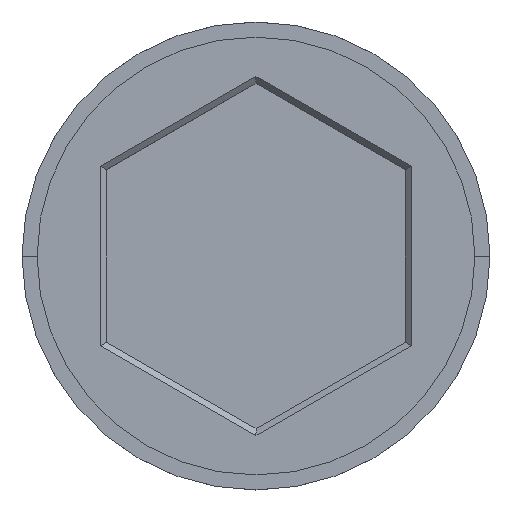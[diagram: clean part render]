
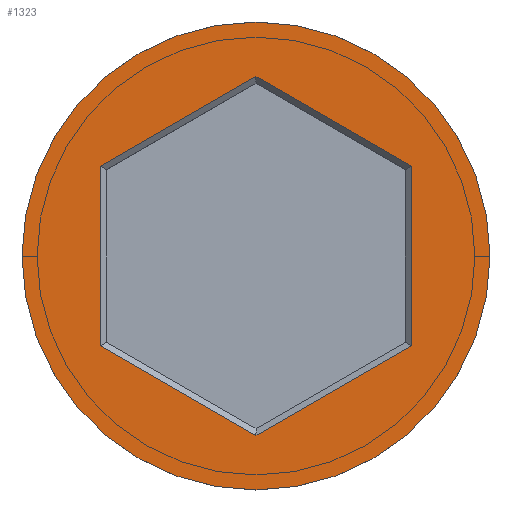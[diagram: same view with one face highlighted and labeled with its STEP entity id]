
A CAD part, top view. The second image highlights one B-rep face of the part: STEP entity #1323.
In plain terms, the highlighted planar face has unit normal (0, 0, 1).
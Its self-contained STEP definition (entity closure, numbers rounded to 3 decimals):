
#36 = VERTEX_POINT ( 'NONE', #1319 ) ;
#54 = EDGE_CURVE ( 'NONE', #517, #1012, #678, .T. ) ;
#55 = DIRECTION ( 'NONE',  ( -0.866, -0.5, 0. ) ) ;
#69 = FACE_BOUND ( 'NONE', #208, .T. ) ;
#95 = VERTEX_POINT ( 'NONE', #1041 ) ;
#107 = ORIENTED_EDGE ( 'NONE', *, *, #1546, .T. ) ;
#170 = CARTESIAN_POINT ( 'NONE',  ( 0., 0., 0. ) ) ;
#185 = DIRECTION ( 'NONE',  ( 1., 0., 0. ) ) ;
#194 = CARTESIAN_POINT ( 'NONE',  ( 5.05, 3.031, 0. ) ) ;
#208 = EDGE_LOOP ( 'NONE', ( #377, #1318, #1542, #1128, #680, #1146 ) ) ;
#215 = DIRECTION ( 'NONE',  ( 0., 0., 1. ) ) ;
#256 = AXIS2_PLACEMENT_3D ( 'NONE', #170, #1408, #312 ) ;
#291 = CARTESIAN_POINT ( 'NONE',  ( -0.1, 5.889, 0. ) ) ;
#312 = DIRECTION ( 'NONE',  ( 1., 0., 0. ) ) ;
#323 = EDGE_CURVE ( 'NONE', #1001, #36, #443, .T. ) ;
#347 = CARTESIAN_POINT ( 'NONE',  ( 7.75, 0., 0. ) ) ;
#349 = DIRECTION ( 'NONE',  ( 0.866, -0.5, 0. ) ) ;
#377 = ORIENTED_EDGE ( 'NONE', *, *, #1388, .T. ) ;
#443 = LINE ( 'NONE', #508, #613 ) ;
#449 = CARTESIAN_POINT ( 'NONE',  ( 5.15, -2.973, 0. ) ) ;
#452 = CARTESIAN_POINT ( 'NONE',  ( 0.1, -5.889, 0. ) ) ;
#488 = VECTOR ( 'NONE', #1039, 1000. ) ;
#503 = CARTESIAN_POINT ( 'NONE',  ( 0., 0., 0. ) ) ;
#508 = CARTESIAN_POINT ( 'NONE',  ( -5.15, 2.858, 0. ) ) ;
#517 = VERTEX_POINT ( 'NONE', #449 ) ;
#522 = LINE ( 'NONE', #913, #488 ) ;
#526 = LINE ( 'NONE', #291, #671 ) ;
#572 = DIRECTION ( 'NONE',  ( -0.866, 0.5, 0. ) ) ;
#613 = VECTOR ( 'NONE', #1529, 1000. ) ;
#644 = CIRCLE ( 'NONE', #1548, 7.75 ) ;
#646 = EDGE_LOOP ( 'NONE', ( #107, #918 ) ) ;
#671 = VECTOR ( 'NONE', #1037, 1000. ) ;
#678 = LINE ( 'NONE', #452, #1263 ) ;
#680 = ORIENTED_EDGE ( 'NONE', *, *, #782, .T. ) ;
#698 = EDGE_CURVE ( 'NONE', #833, #1539, #1489, .T. ) ;
#704 = LINE ( 'NONE', #194, #822 ) ;
#708 = CARTESIAN_POINT ( 'NONE',  ( 5.15, 2.973, 0. ) ) ;
#782 = EDGE_CURVE ( 'NONE', #1353, #517, #522, .T. ) ;
#814 = PLANE ( 'NONE',  #1495 ) ;
#822 = VECTOR ( 'NONE', #349, 1000. ) ;
#832 = CARTESIAN_POINT ( 'NONE',  ( 0., 0., 0. ) ) ;
#833 = VERTEX_POINT ( 'NONE', #1204 ) ;
#835 = EDGE_CURVE ( 'NONE', #95, #1353, #704, .T. ) ;
#883 = CARTESIAN_POINT ( 'NONE',  ( -5.15, -2.973, 0. ) ) ;
#913 = CARTESIAN_POINT ( 'NONE',  ( 5.15, -2.858, 0. ) ) ;
#918 = ORIENTED_EDGE ( 'NONE', *, *, #698, .T. ) ;
#1001 = VERTEX_POINT ( 'NONE', #883 ) ;
#1012 = VERTEX_POINT ( 'NONE', #1356 ) ;
#1037 = DIRECTION ( 'NONE',  ( 0.866, 0.5, 0. ) ) ;
#1039 = DIRECTION ( 'NONE',  ( 0., -1., 0. ) ) ;
#1041 = CARTESIAN_POINT ( 'NONE',  ( 0., 5.947, 0. ) ) ;
#1128 = ORIENTED_EDGE ( 'NONE', *, *, #835, .T. ) ;
#1146 = ORIENTED_EDGE ( 'NONE', *, *, #54, .T. ) ;
#1150 = EDGE_CURVE ( 'NONE', #36, #95, #526, .T. ) ;
#1196 = LINE ( 'NONE', #1202, #1317 ) ;
#1202 = CARTESIAN_POINT ( 'NONE',  ( -5.05, -3.031, 0. ) ) ;
#1204 = CARTESIAN_POINT ( 'NONE',  ( -7.75, 0., 0. ) ) ;
#1263 = VECTOR ( 'NONE', #55, 1000. ) ;
#1317 = VECTOR ( 'NONE', #572, 1000. ) ;
#1318 = ORIENTED_EDGE ( 'NONE', *, *, #323, .T. ) ;
#1319 = CARTESIAN_POINT ( 'NONE',  ( -5.15, 2.973, 0. ) ) ;
#1323 = ADVANCED_FACE ( 'NONE', ( #69, #1564 ), #814, .T. ) ;
#1333 = DIRECTION ( 'NONE',  ( 0., 0., 1. ) ) ;
#1343 = DIRECTION ( 'NONE',  ( 1., 0., 0. ) ) ;
#1353 = VERTEX_POINT ( 'NONE', #708 ) ;
#1356 = CARTESIAN_POINT ( 'NONE',  ( 0., -5.947, 0. ) ) ;
#1388 = EDGE_CURVE ( 'NONE', #1012, #1001, #1196, .T. ) ;
#1408 = DIRECTION ( 'NONE',  ( 0., 0., 1. ) ) ;
#1489 = CIRCLE ( 'NONE', #256, 7.75 ) ;
#1495 = AXIS2_PLACEMENT_3D ( 'NONE', #832, #215, #185 ) ;
#1529 = DIRECTION ( 'NONE',  ( 0., 1., 0. ) ) ;
#1539 = VERTEX_POINT ( 'NONE', #347 ) ;
#1542 = ORIENTED_EDGE ( 'NONE', *, *, #1150, .T. ) ;
#1546 = EDGE_CURVE ( 'NONE', #1539, #833, #644, .T. ) ;
#1548 = AXIS2_PLACEMENT_3D ( 'NONE', #503, #1333, #1343 ) ;
#1564 = FACE_OUTER_BOUND ( 'NONE', #646, .T. ) ;
